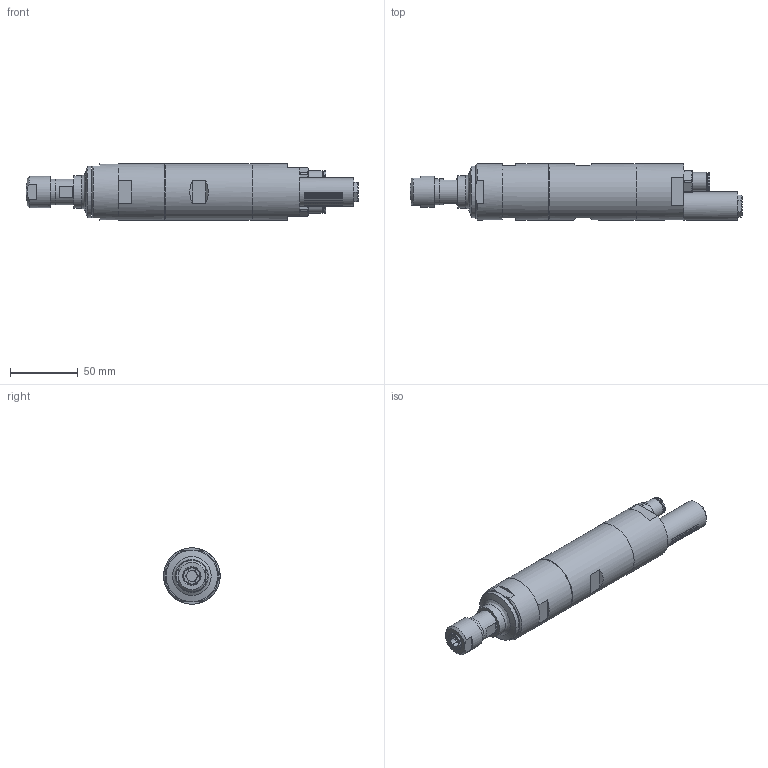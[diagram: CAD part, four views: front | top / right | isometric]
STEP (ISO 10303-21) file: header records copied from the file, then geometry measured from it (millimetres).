
FILE_DESCRIPTION((''),'2;1');
FILE_NAME('EBS 480 ER_29938715.stp','2008-06-11T13:24:45',('rmorof'),(''),'Autodesk Inventor 2008','Autodesk Inventor 2008','');
FILE_SCHEMA(('AUTOMOTIVE_DESIGN { 1 0 10303 214 1 1 1 1 }'));
Length unit declared in the file: millimetre
Products named in the file (1): Bauteil2
Bounding box: 244.37 x 41.75 x 41.5 mm (x, y, z)
Volume: 240250.7 mm3; surface area: 38473.7 mm2
Topology: 1 solids, 4 shells, 493 faces, 1254 edges, 804 vertices
Faces by surface type: plane 314, cylinder 105, cone 65, bspline 7, torus 2
Full cylindrical faces by diameter (mm): 6.4 x1, 8 x3, 9.2 x2, 13 x2, 13.5 x2, 18.98 x1, 19 x2, 19.5 x1, 21 x1, 23 x1, 24 x1, 37.712 x1, 38 x1, 41.5 x4
Entity records: 14939 total; most frequent: CARTESIAN_POINT 2932, DIRECTION 2416, ORIENTED_EDGE 2354, EDGE_CURVE 1177, AXIS2_PLACEMENT_3D 918, VERTEX_POINT 785, EDGE_LOOP 598, VECTOR 580
